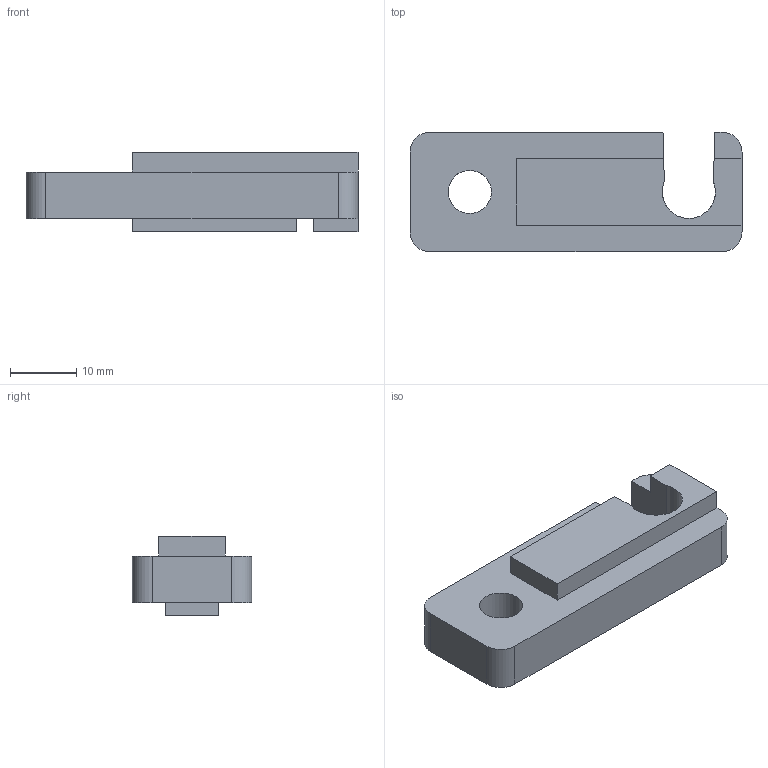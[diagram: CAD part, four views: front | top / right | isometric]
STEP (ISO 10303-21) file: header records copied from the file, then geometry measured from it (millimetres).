
FILE_DESCRIPTION(('FreeCAD Model'),'2;1');
FILE_NAME('Open CASCADE Shape Model','2024-04-03T10:37:50',(''),(''), 'Open CASCADE STEP processor 7.6','FreeCAD','Unknown');
FILE_SCHEMA(('AUTOMOTIVE_DESIGN { 1 0 10303 214 1 1 1 1 }'));
Length unit declared in the file: millimetre
Products named in the file (2): STI8-SR; _0932001
Assembly tree (1 placements, depth 2):
  STI8-SR
    _0932001
Bounding box: 50 x 18 x 12 mm (x, y, z)
Volume: 6620.2 mm3; surface area: 3243.5 mm2
Topology: 1 solids, 1 shells, 31 faces, 87 edges, 58 vertices
Faces by surface type: plane 25, cylinder 6
Full cylindrical faces by diameter (mm): 6.5 x1
Entity records: 2169 total; most frequent: CARTESIAN_POINT 353, DIRECTION 340, LINE 232, VECTOR 232, ORIENTED_EDGE 174, PCURVE 174, DEFINITIONAL_REPRESENTATION 174, EDGE_CURVE 87
